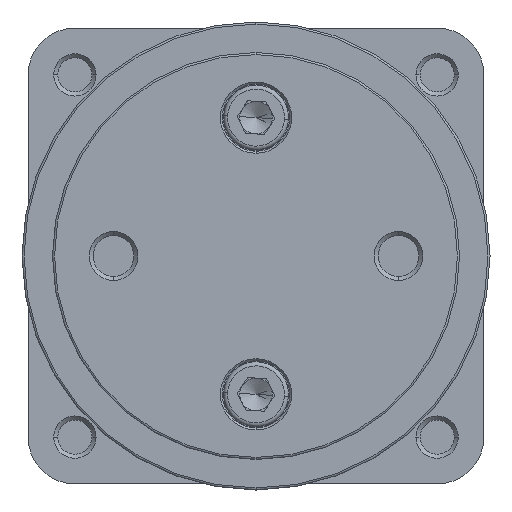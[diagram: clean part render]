
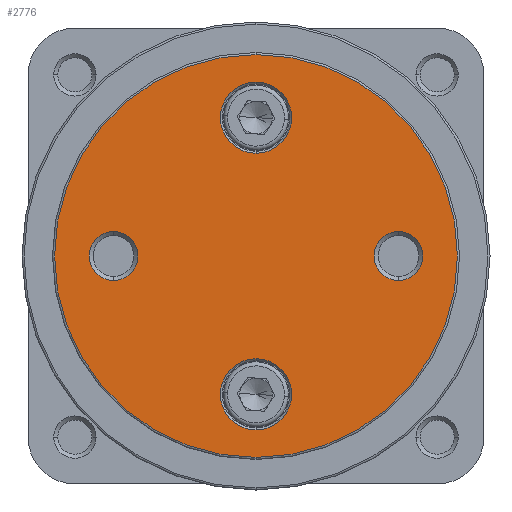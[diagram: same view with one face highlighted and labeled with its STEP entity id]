
A CAD part, left-side view. The second image highlights one B-rep face of the part: STEP entity #2776.
In plain terms, the highlighted planar face has unit normal (-1, 0, 0).
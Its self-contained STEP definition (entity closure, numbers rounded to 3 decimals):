
#2 = ORIENTED_EDGE ( 'NONE', *, *, #6758, .T. ) ;
#7 = ORIENTED_EDGE ( 'NONE', *, *, #6827, .T. ) ;
#20 = ORIENTED_EDGE ( 'NONE', *, *, #6699, .T. ) ;
#22 = ORIENTED_EDGE ( 'NONE', *, *, #6852, .T. ) ;
#31 = ORIENTED_EDGE ( 'NONE', *, *, #6727, .T. ) ;
#37 = ORIENTED_EDGE ( 'NONE', *, *, #6878, .T. ) ;
#57 = ORIENTED_EDGE ( 'NONE', *, *, #6880, .T. ) ;
#58 = ORIENTED_EDGE ( 'NONE', *, *, #6723, .T. ) ;
#59 = ORIENTED_EDGE ( 'NONE', *, *, #6845, .T. ) ;
#60 = ORIENTED_EDGE ( 'NONE', *, *, #6882, .T. ) ;
#797 = VERTEX_POINT ( 'NONE', #3030 ) ;
#845 = VERTEX_POINT ( 'NONE', #3059 ) ;
#932 = VERTEX_POINT ( 'NONE', #3091 ) ;
#962 = VERTEX_POINT ( 'NONE', #3102 ) ;
#971 = VERTEX_POINT ( 'NONE', #3106 ) ;
#973 = VERTEX_POINT ( 'NONE', #3107 ) ;
#1031 = VERTEX_POINT ( 'NONE', #3124 ) ;
#1177 = VERTEX_POINT ( 'NONE', #3188 ) ;
#1252 = VERTEX_POINT ( 'NONE', #3219 ) ;
#1378 = VERTEX_POINT ( 'NONE', #3264 ) ;
#1988 = EDGE_LOOP ( 'NONE', ( #22, #37 ) ) ;
#1989 = EDGE_LOOP ( 'NONE', ( #2, #20 ) ) ;
#1990 = EDGE_LOOP ( 'NONE', ( #58, #7 ) ) ;
#1992 = EDGE_LOOP ( 'NONE', ( #60, #59 ) ) ;
#2001 = EDGE_LOOP ( 'NONE', ( #31, #57 ) ) ;
#2776 = ADVANCED_FACE ( 'NONE', ( #4297, #4303, #4305, #4307, #4293 ), #3669, .F. ) ;
#3030 = CARTESIAN_POINT ( 'NONE',  ( 0., 0., 49.5 ) ) ;
#3059 = CARTESIAN_POINT ( 'NONE',  ( 0., -35., -6. ) ) ;
#3091 = CARTESIAN_POINT ( 'NONE',  ( 0., 0., -49.5 ) ) ;
#3102 = CARTESIAN_POINT ( 'NONE',  ( 0., 0., -42.75 ) ) ;
#3106 = CARTESIAN_POINT ( 'NONE',  ( 0., 35., 6. ) ) ;
#3107 = CARTESIAN_POINT ( 'NONE',  ( 0., -35., 6. ) ) ;
#3124 = CARTESIAN_POINT ( 'NONE',  ( 0., 0., -25.25 ) ) ;
#3188 = CARTESIAN_POINT ( 'NONE',  ( 0., 35., -6. ) ) ;
#3219 = CARTESIAN_POINT ( 'NONE',  ( 0., 0., 42.75 ) ) ;
#3264 = CARTESIAN_POINT ( 'NONE',  ( 0., 0., 25.25 ) ) ;
#3660 = CARTESIAN_POINT ( 'NONE',  ( 0., 0., 0. ) ) ;
#3669 = PLANE ( 'NONE',  #7351 ) ;
#3672 = DIRECTION ( 'NONE',  ( 1., 0., 0. ) ) ;
#3673 = DIRECTION ( 'NONE',  ( 0., 0., -1. ) ) ;
#4293 = FACE_BOUND ( 'NONE', #1988, .T. ) ;
#4297 = FACE_OUTER_BOUND ( 'NONE', #1992, .T. ) ;
#4303 = FACE_BOUND ( 'NONE', #1990, .T. ) ;
#4305 = FACE_BOUND ( 'NONE', #2001, .T. ) ;
#4307 = FACE_BOUND ( 'NONE', #1989, .T. ) ;
#4871 = CIRCLE ( 'NONE', #7440, 6. ) ;
#4911 = CIRCLE ( 'NONE', #7451, 8.75 ) ;
#4915 = CIRCLE ( 'NONE', #7450, 8.75 ) ;
#4961 = CIRCLE ( 'NONE', #7468, 6. ) ;
#5054 = CIRCLE ( 'NONE', #7508, 8.75 ) ;
#5080 = CIRCLE ( 'NONE', #7522, 49.5 ) ;
#5090 = CIRCLE ( 'NONE', #7529, 6. ) ;
#5125 = CIRCLE ( 'NONE', #7542, 6. ) ;
#5127 = CIRCLE ( 'NONE', #7544, 8.75 ) ;
#5129 = CIRCLE ( 'NONE', #7546, 49.5 ) ;
#5572 = CARTESIAN_POINT ( 'NONE',  ( 0., -35., 0. ) ) ;
#5581 = DIRECTION ( 'NONE',  ( 1., 0., 0. ) ) ;
#5582 = DIRECTION ( 'NONE',  ( 0., 0., -1. ) ) ;
#5638 = CARTESIAN_POINT ( 'NONE',  ( 0., 0., -34. ) ) ;
#5639 = DIRECTION ( 'NONE',  ( 1., 0., 0. ) ) ;
#5640 = DIRECTION ( 'NONE',  ( 0., 0., -1. ) ) ;
#5649 = CARTESIAN_POINT ( 'NONE',  ( 0., 0., 34. ) ) ;
#5650 = DIRECTION ( 'NONE',  ( 1., 0., 0. ) ) ;
#5651 = DIRECTION ( 'NONE',  ( 0., 0., -1. ) ) ;
#5728 = CARTESIAN_POINT ( 'NONE',  ( 0., -35., 0. ) ) ;
#5730 = DIRECTION ( 'NONE',  ( 1., 0., 0. ) ) ;
#5731 = DIRECTION ( 'NONE',  ( 0., 0., -1. ) ) ;
#5911 = CARTESIAN_POINT ( 'NONE',  ( 0., 0., -34. ) ) ;
#5913 = DIRECTION ( 'NONE',  ( 1., 0., 0. ) ) ;
#5914 = DIRECTION ( 'NONE',  ( 0., 0., -1. ) ) ;
#5950 = CARTESIAN_POINT ( 'NONE',  ( 0., 0., 0. ) ) ;
#5956 = DIRECTION ( 'NONE',  ( -1., 0., 0. ) ) ;
#5957 = DIRECTION ( 'NONE',  ( 0., 0., -1. ) ) ;
#5972 = CARTESIAN_POINT ( 'NONE',  ( 0., 35., 0. ) ) ;
#5975 = DIRECTION ( 'NONE',  ( 1., 0., 0. ) ) ;
#5976 = DIRECTION ( 'NONE',  ( 0., 0., -1. ) ) ;
#6035 = CARTESIAN_POINT ( 'NONE',  ( 0., 35., 0. ) ) ;
#6041 = CARTESIAN_POINT ( 'NONE',  ( 0., 0., 34. ) ) ;
#6042 = DIRECTION ( 'NONE',  ( 1., 0., 0. ) ) ;
#6043 = DIRECTION ( 'NONE',  ( 0., 0., -1. ) ) ;
#6047 = CARTESIAN_POINT ( 'NONE',  ( 0., 0., 0. ) ) ;
#6048 = DIRECTION ( 'NONE',  ( 1., 0., 0. ) ) ;
#6049 = DIRECTION ( 'NONE',  ( 0., 0., -1. ) ) ;
#6054 = DIRECTION ( 'NONE',  ( -1., 0., 0. ) ) ;
#6055 = DIRECTION ( 'NONE',  ( 0., 0., -1. ) ) ;
#6699 = EDGE_CURVE ( 'NONE', #845, #973, #4871, .T. ) ;
#6723 = EDGE_CURVE ( 'NONE', #1031, #962, #4911, .T. ) ;
#6727 = EDGE_CURVE ( 'NONE', #1252, #1378, #4915, .T. ) ;
#6758 = EDGE_CURVE ( 'NONE', #973, #845, #4961, .T. ) ;
#6827 = EDGE_CURVE ( 'NONE', #962, #1031, #5054, .T. ) ;
#6845 = EDGE_CURVE ( 'NONE', #797, #932, #5080, .T. ) ;
#6852 = EDGE_CURVE ( 'NONE', #971, #1177, #5090, .T. ) ;
#6878 = EDGE_CURVE ( 'NONE', #1177, #971, #5125, .T. ) ;
#6880 = EDGE_CURVE ( 'NONE', #1378, #1252, #5127, .T. ) ;
#6882 = EDGE_CURVE ( 'NONE', #932, #797, #5129, .T. ) ;
#7351 = AXIS2_PLACEMENT_3D ( 'NONE', #3660, #3672, #3673 ) ;
#7440 = AXIS2_PLACEMENT_3D ( 'NONE', #5572, #5581, #5582 ) ;
#7450 = AXIS2_PLACEMENT_3D ( 'NONE', #5649, #5650, #5651 ) ;
#7451 = AXIS2_PLACEMENT_3D ( 'NONE', #5638, #5639, #5640 ) ;
#7468 = AXIS2_PLACEMENT_3D ( 'NONE', #5728, #5730, #5731 ) ;
#7508 = AXIS2_PLACEMENT_3D ( 'NONE', #5911, #5913, #5914 ) ;
#7522 = AXIS2_PLACEMENT_3D ( 'NONE', #5950, #5956, #5957 ) ;
#7529 = AXIS2_PLACEMENT_3D ( 'NONE', #5972, #5975, #5976 ) ;
#7542 = AXIS2_PLACEMENT_3D ( 'NONE', #6035, #6042, #6043 ) ;
#7544 = AXIS2_PLACEMENT_3D ( 'NONE', #6041, #6048, #6049 ) ;
#7546 = AXIS2_PLACEMENT_3D ( 'NONE', #6047, #6054, #6055 ) ;
